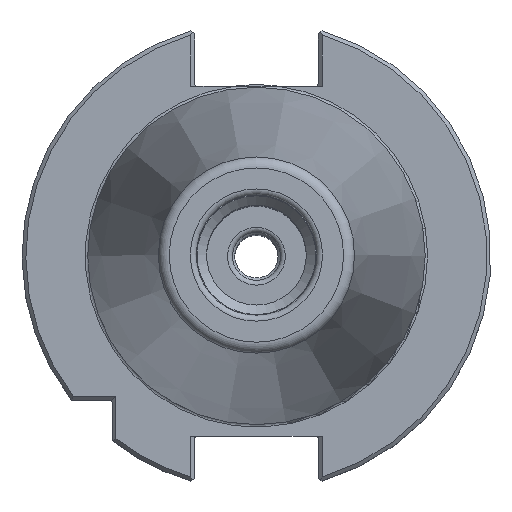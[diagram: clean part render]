
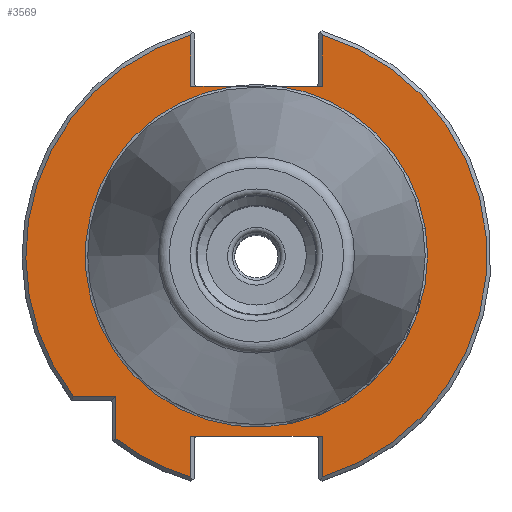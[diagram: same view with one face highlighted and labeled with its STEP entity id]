
A CAD part, top view. The second image highlights one B-rep face of the part: STEP entity #3569.
In plain terms, the highlighted planar face has unit normal (0, 0, 1).
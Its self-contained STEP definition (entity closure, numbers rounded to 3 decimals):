
#108=LINE('',#5041,#212);
#112=LINE('',#5057,#216);
#124=LINE('',#5199,#228);
#129=LINE('',#5213,#233);
#150=LINE('',#5279,#254);
#151=LINE('',#5281,#255);
#152=LINE('',#5283,#256);
#153=LINE('',#5284,#257);
#154=LINE('',#5285,#258);
#212=VECTOR('',#4222,1000.);
#216=VECTOR('',#4232,1000.);
#228=VECTOR('',#4302,1000.);
#233=VECTOR('',#4313,1000.);
#254=VECTOR('',#4372,1000.);
#255=VECTOR('',#4375,1000.);
#256=VECTOR('',#4376,1000.);
#257=VECTOR('',#4377,1000.);
#258=VECTOR('',#4378,1000.);
#725=ORIENTED_EDGE('',*,*,#1132,.T.);
#726=ORIENTED_EDGE('',*,*,#1206,.T.);
#727=ORIENTED_EDGE('',*,*,#1207,.F.);
#728=ORIENTED_EDGE('',*,*,#1208,.T.);
#729=ORIENTED_EDGE('',*,*,#1134,.T.);
#730=ORIENTED_EDGE('',*,*,#1176,.T.);
#731=ORIENTED_EDGE('',*,*,#1209,.F.);
#732=ORIENTED_EDGE('',*,*,#1130,.F.);
#733=ORIENTED_EDGE('',*,*,#1210,.F.);
#734=ORIENTED_EDGE('',*,*,#1169,.T.);
#735=ORIENTED_EDGE('',*,*,#1127,.T.);
#736=ORIENTED_EDGE('',*,*,#1126,.T.);
#737=ORIENTED_EDGE('',*,*,#1119,.T.);
#1119=EDGE_CURVE('',#1410,#1409,#108,.T.);
#1126=EDGE_CURVE('',#1413,#1410,#112,.T.);
#1127=EDGE_CURVE('',#1415,#1413,#1615,.T.);
#1130=EDGE_CURVE('',#1417,#1416,#1617,.T.);
#1132=EDGE_CURVE('',#1409,#1418,#1618,.T.);
#1134=EDGE_CURVE('',#1421,#1420,#1619,.T.);
#1169=EDGE_CURVE('',#1444,#1415,#124,.T.);
#1176=EDGE_CURVE('',#1420,#1449,#129,.T.);
#1206=EDGE_CURVE('',#1418,#1467,#150,.T.);
#1207=EDGE_CURVE('',#1468,#1467,#151,.T.);
#1208=EDGE_CURVE('',#1468,#1421,#152,.T.);
#1209=EDGE_CURVE('',#1416,#1449,#153,.T.);
#1210=EDGE_CURVE('',#1444,#1417,#154,.T.);
#1409=VERTEX_POINT('',#5040);
#1410=VERTEX_POINT('',#5042);
#1413=VERTEX_POINT('',#5053);
#1415=VERTEX_POINT('',#5060);
#1416=VERTEX_POINT('',#5067);
#1417=VERTEX_POINT('',#5068);
#1418=VERTEX_POINT('',#5075);
#1420=VERTEX_POINT('',#5083);
#1421=VERTEX_POINT('',#5085);
#1444=VERTEX_POINT('',#5200);
#1449=VERTEX_POINT('',#5212);
#1467=VERTEX_POINT('',#5278);
#1468=VERTEX_POINT('',#5282);
#1615=CIRCLE('',#3775,47.95);
#1617=CIRCLE('',#3778,35.591);
#1618=CIRCLE('',#3780,47.95);
#1619=CIRCLE('',#3782,47.95);
#1813=EDGE_LOOP('',(#725,#726,#727,#728,#729,#730,#731,#732,#733,#734,#735,
#736,#737));
#2082=FACE_BOUND('',#1813,.T.);
#2264=PLANE('',#3825);
#3569=ADVANCED_FACE('',(#2082),#2264,.T.);
#3775=AXIS2_PLACEMENT_3D('',#5059,#4235,#4236);
#3778=AXIS2_PLACEMENT_3D('',#5069,#4241,#4242);
#3780=AXIS2_PLACEMENT_3D('',#5076,#4245,#4246);
#3782=AXIS2_PLACEMENT_3D('',#5084,#4249,#4250);
#3825=AXIS2_PLACEMENT_3D('',#5280,#4373,#4374);
#4222=DIRECTION('',(0.,-1.,0.));
#4232=DIRECTION('',(1.,0.,0.));
#4235=DIRECTION('',(0.,0.,1.));
#4236=DIRECTION('',(1.,0.,0.));
#4241=DIRECTION('',(0.,0.,1.));
#4242=DIRECTION('',(1.,0.,0.));
#4245=DIRECTION('',(0.,0.,1.));
#4246=DIRECTION('',(1.,0.,0.));
#4249=DIRECTION('',(0.,0.,1.));
#4250=DIRECTION('',(1.,0.,0.));
#4302=DIRECTION('',(0.,1.,0.));
#4313=DIRECTION('',(0.,-1.,0.));
#4372=DIRECTION('',(0.,1.,0.));
#4373=DIRECTION('',(0.,0.,1.));
#4374=DIRECTION('',(1.,0.,0.));
#4375=DIRECTION('',(-1.,0.,0.));
#4376=DIRECTION('',(0.,-1.,0.));
#4377=DIRECTION('',(1.,0.,0.));
#4378=DIRECTION('',(1.,0.,0.));
#5040=CARTESIAN_POINT('',(-29.2,-38.034,-3.2));
#5041=CARTESIAN_POINT('',(-29.2,-38.616,-3.2));
#5042=CARTESIAN_POINT('',(-29.2,-29.2,-3.2));
#5053=CARTESIAN_POINT('',(-38.034,-29.2,-3.2));
#5057=CARTESIAN_POINT('',(-30.,-29.2,-3.2));
#5059=CARTESIAN_POINT('',(0.,0.,-3.2));
#5060=CARTESIAN_POINT('',(-13.65,45.966,-3.2));
#5067=CARTESIAN_POINT('',(4.543,35.3,-3.2));
#5068=CARTESIAN_POINT('',(-4.543,35.3,-3.2));
#5069=CARTESIAN_POINT('',(0.,0.,-3.2));
#5075=CARTESIAN_POINT('',(-13.65,-45.966,-3.2));
#5076=CARTESIAN_POINT('',(0.,0.,-3.2));
#5083=CARTESIAN_POINT('',(13.65,45.966,-3.2));
#5084=CARTESIAN_POINT('',(0.,0.,-3.2));
#5085=CARTESIAN_POINT('',(13.65,-45.966,-3.2));
#5199=CARTESIAN_POINT('',(-13.65,47.181,-3.2));
#5200=CARTESIAN_POINT('',(-13.65,35.3,-3.2));
#5212=CARTESIAN_POINT('',(13.65,35.3,-3.2));
#5213=CARTESIAN_POINT('',(13.65,35.3,-3.2));
#5278=CARTESIAN_POINT('',(-13.65,-37.5,-3.2));
#5279=CARTESIAN_POINT('',(-13.65,-37.5,-3.2));
#5280=CARTESIAN_POINT('',(35.591,0.,-3.2));
#5281=CARTESIAN_POINT('',(12.85,-37.5,-3.2));
#5282=CARTESIAN_POINT('',(13.65,-37.5,-3.2));
#5283=CARTESIAN_POINT('',(13.65,-47.181,-3.2));
#5284=CARTESIAN_POINT('',(-12.85,35.3,-3.2));
#5285=CARTESIAN_POINT('',(-12.85,35.3,-3.2));
